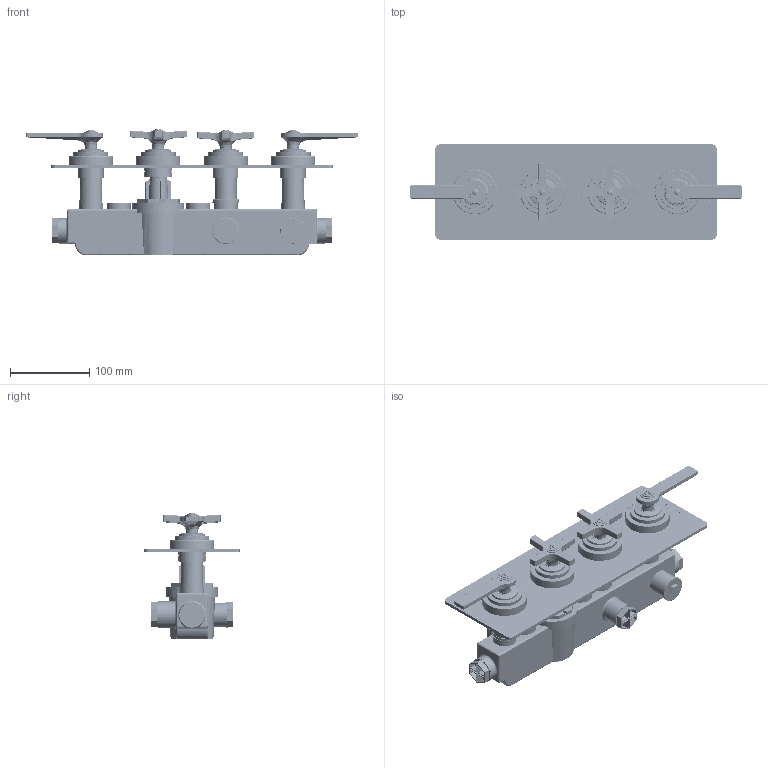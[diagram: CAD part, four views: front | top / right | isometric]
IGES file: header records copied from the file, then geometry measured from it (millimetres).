
Global section: file name: V706-TLF; native system: Autodesk Inventor 2018; preprocessor: unknown; author: rclarke; date: 20171003.111335; units: millimetre
Bounding box: 418.78 x 120 x 160.13 mm (x, y, z)
Volume: 1240260.6 mm3; surface area: 480441 mm2
Topology: 104 solids, 121 shells, 4640 faces, 12632 edges, 8474 vertices
Faces by surface type: bspline 4640
